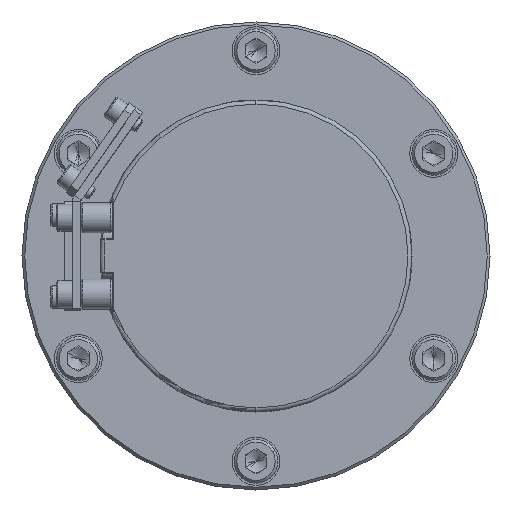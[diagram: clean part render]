
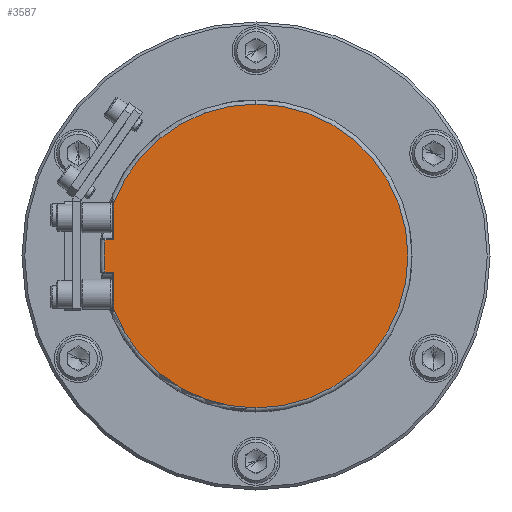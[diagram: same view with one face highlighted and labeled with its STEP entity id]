
A CAD part, left-side view. The second image highlights one B-rep face of the part: STEP entity #3587.
In plain terms, the highlighted planar face has unit normal (-1, 0, 0).
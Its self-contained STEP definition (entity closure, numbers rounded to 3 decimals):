
#21 = DIRECTION ( 'NONE',  ( 0., 0., 1. ) ) ;
#122 = CARTESIAN_POINT ( 'NONE',  ( 0., 0., 55.5 ) ) ;
#485 = VECTOR ( 'NONE', #9069, 1000. ) ;
#628 = CIRCLE ( 'NONE', #1444, 55.5 ) ;
#826 = CARTESIAN_POINT ( 'NONE',  ( 0., 52., -5.88 ) ) ;
#843 = VECTOR ( 'NONE', #7744, 1000. ) ;
#847 = EDGE_LOOP ( 'NONE', ( #4159, #11479, #7782, #7346, #1816, #11717, #7990, #7569 ) ) ;
#848 = LINE ( 'NONE', #9805, #5494 ) ;
#1247 = CIRCLE ( 'NONE', #4980, 55.5 ) ;
#1254 = CARTESIAN_POINT ( 'NONE',  ( 0., 0., 5.88 ) ) ;
#1323 = VERTEX_POINT ( 'NONE', #1593 ) ;
#1418 = VERTEX_POINT ( 'NONE', #6374 ) ;
#1444 = AXIS2_PLACEMENT_3D ( 'NONE', #10498, #4972, #11432 ) ;
#1593 = CARTESIAN_POINT ( 'NONE',  ( 0., 55.188, 5.88 ) ) ;
#1816 = ORIENTED_EDGE ( 'NONE', *, *, #6236, .T. ) ;
#1953 = VERTEX_POINT ( 'NONE', #2451 ) ;
#2122 = DIRECTION ( 'NONE',  ( 1., 0., 0. ) ) ;
#2451 = CARTESIAN_POINT ( 'NONE',  ( 0., 52., 19.397 ) ) ;
#2514 = VERTEX_POINT ( 'NONE', #826 ) ;
#2559 = EDGE_CURVE ( 'NONE', #3796, #4352, #1247, .T. ) ;
#2612 = DIRECTION ( 'NONE',  ( -1., 0., 0. ) ) ;
#2751 = CARTESIAN_POINT ( 'NONE',  ( 0., 0., -55.5 ) ) ;
#2945 = AXIS2_PLACEMENT_3D ( 'NONE', #7673, #2122, #8584 ) ;
#3508 = AXIS2_PLACEMENT_3D ( 'NONE', #8139, #2612, #9071 ) ;
#3587 = ADVANCED_FACE ( 'NONE', ( #6787 ), #6718, .F. ) ;
#3796 = VERTEX_POINT ( 'NONE', #2751 ) ;
#3903 = LINE ( 'NONE', #1254, #843 ) ;
#3920 = EDGE_CURVE ( 'NONE', #1953, #1418, #11266, .T. ) ;
#4065 = EDGE_CURVE ( 'NONE', #1418, #1323, #3903, .T. ) ;
#4159 = ORIENTED_EDGE ( 'NONE', *, *, #7601, .T. ) ;
#4352 = VERTEX_POINT ( 'NONE', #122 ) ;
#4625 = DIRECTION ( 'NONE',  ( -1., 0., 0. ) ) ;
#4734 = AXIS2_PLACEMENT_3D ( 'NONE', #10150, #4625, #11076 ) ;
#4972 = DIRECTION ( 'NONE',  ( -1., 0., 0. ) ) ;
#4980 = AXIS2_PLACEMENT_3D ( 'NONE', #11101, #5571, #21 ) ;
#5494 = VECTOR ( 'NONE', #10731, 1000. ) ;
#5571 = DIRECTION ( 'NONE',  ( -1., 0., 0. ) ) ;
#5891 = EDGE_CURVE ( 'NONE', #2514, #5999, #10055, .T. ) ;
#5999 = VERTEX_POINT ( 'NONE', #6525 ) ;
#6236 = EDGE_CURVE ( 'NONE', #4352, #1953, #628, .T. ) ;
#6327 = CARTESIAN_POINT ( 'NONE',  ( 0., 52., -18. ) ) ;
#6374 = CARTESIAN_POINT ( 'NONE',  ( 0., 52., 5.88 ) ) ;
#6525 = CARTESIAN_POINT ( 'NONE',  ( 0., 52., -19.397 ) ) ;
#6718 = PLANE ( 'NONE',  #2945 ) ;
#6787 = FACE_OUTER_BOUND ( 'NONE', #847, .T. ) ;
#6839 = VERTEX_POINT ( 'NONE', #8819 ) ;
#7346 = ORIENTED_EDGE ( 'NONE', *, *, #2559, .T. ) ;
#7569 = ORIENTED_EDGE ( 'NONE', *, *, #11589, .T. ) ;
#7601 = EDGE_CURVE ( 'NONE', #6839, #2514, #848, .T. ) ;
#7673 = CARTESIAN_POINT ( 'NONE',  ( 0., 0., 0. ) ) ;
#7744 = DIRECTION ( 'NONE',  ( 0., 1., 0. ) ) ;
#7782 = ORIENTED_EDGE ( 'NONE', *, *, #11720, .T. ) ;
#7990 = ORIENTED_EDGE ( 'NONE', *, *, #4065, .T. ) ;
#8139 = CARTESIAN_POINT ( 'NONE',  ( 0., 0., 0. ) ) ;
#8584 = DIRECTION ( 'NONE',  ( 0., 0., -1. ) ) ;
#8797 = VECTOR ( 'NONE', #11207, 1000. ) ;
#8819 = CARTESIAN_POINT ( 'NONE',  ( 0., 55.188, -5.88 ) ) ;
#8846 = CIRCLE ( 'NONE', #3508, 55.5 ) ;
#9069 = DIRECTION ( 'NONE',  ( 0., 0., -1. ) ) ;
#9071 = DIRECTION ( 'NONE',  ( 0., 0., 1. ) ) ;
#9805 = CARTESIAN_POINT ( 'NONE',  ( 0., 0., -5.88 ) ) ;
#10055 = LINE ( 'NONE', #6327, #485 ) ;
#10150 = CARTESIAN_POINT ( 'NONE',  ( 0., 0., 0. ) ) ;
#10151 = CIRCLE ( 'NONE', #4734, 55.5 ) ;
#10498 = CARTESIAN_POINT ( 'NONE',  ( 0., 0., 0. ) ) ;
#10731 = DIRECTION ( 'NONE',  ( 0., -1., 0. ) ) ;
#11076 = DIRECTION ( 'NONE',  ( 0., 0., 1. ) ) ;
#11101 = CARTESIAN_POINT ( 'NONE',  ( 0., 0., 0. ) ) ;
#11170 = CARTESIAN_POINT ( 'NONE',  ( 0., 52., 0. ) ) ;
#11207 = DIRECTION ( 'NONE',  ( 0., 0., -1. ) ) ;
#11266 = LINE ( 'NONE', #11170, #8797 ) ;
#11432 = DIRECTION ( 'NONE',  ( 0., 0., 1. ) ) ;
#11479 = ORIENTED_EDGE ( 'NONE', *, *, #5891, .T. ) ;
#11589 = EDGE_CURVE ( 'NONE', #1323, #6839, #8846, .T. ) ;
#11717 = ORIENTED_EDGE ( 'NONE', *, *, #3920, .T. ) ;
#11720 = EDGE_CURVE ( 'NONE', #5999, #3796, #10151, .T. ) ;
